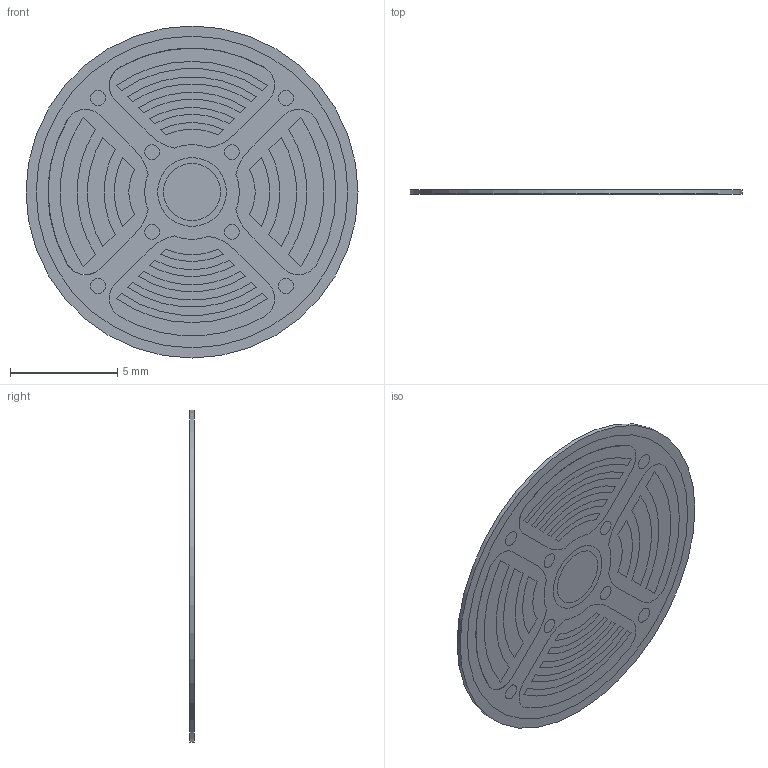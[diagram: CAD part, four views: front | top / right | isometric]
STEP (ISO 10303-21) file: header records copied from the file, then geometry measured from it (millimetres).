
FILE_DESCRIPTION(/* description */ (''),/* implementation_level */ '2;1');
FILE_NAME(/* name */ 'Logo v11.step',/* time_stamp */ '2024-11-10T16:23:15-07:00',/* author */ (''),/* organization */ (''),/* preprocessor_version */ 'ST-DEVELOPER v20',/* originating_system */ 'Autodesk Translation Framework v13.20.0.188',/* authorisation */ '');
FILE_SCHEMA (('AUTOMOTIVE_DESIGN { 1 0 10303 214 3 1 1 }'));
Length unit declared in the file: millimetre
Products named in the file (1): Logo
Bounding box: 15.45 x 0.2 x 15.45 mm (x, y, z)
Volume: 37.5 mm3; surface area: 517.7 mm2
Topology: 32 solids, 32 shells, 279 faces, 645 edges, 430 vertices
Faces by surface type: plane 144, cylinder 135
Full cylindrical faces by diameter (mm): 0.693 x8, 0.717 x8, 2.65 x2, 3.2 x2, 14.5 x2, 15.446 x1
Entity records: 8149 total; most frequent: DIRECTION 1475, CARTESIAN_POINT 1355, ORIENTED_EDGE 1290, EDGE_CURVE 645, AXIS2_PLACEMENT_3D 550, VERTEX_POINT 430, LINE 375, VECTOR 375
